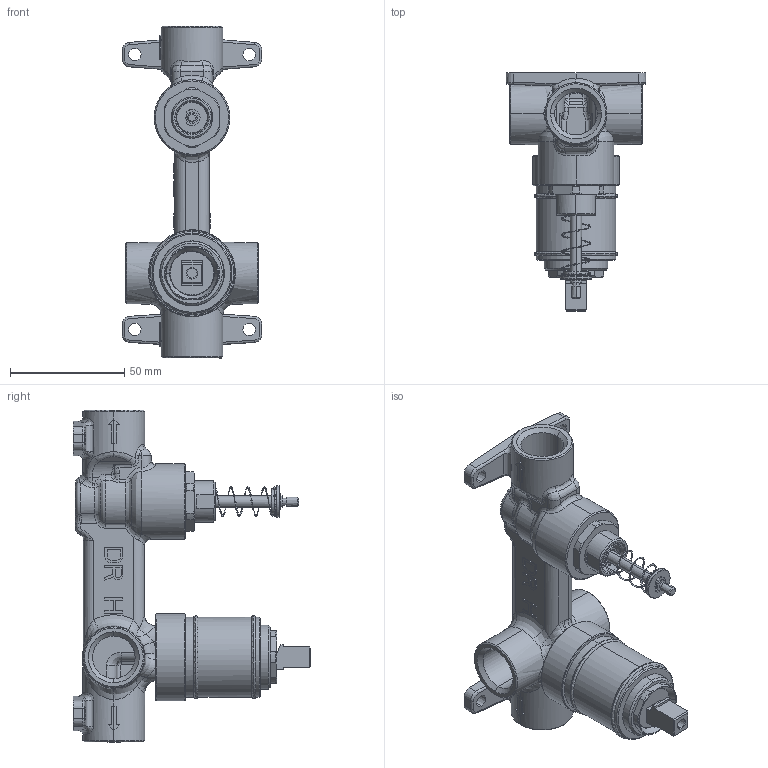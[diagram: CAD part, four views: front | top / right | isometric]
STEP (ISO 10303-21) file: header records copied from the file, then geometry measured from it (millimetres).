
FILE_DESCRIPTION(/* description */ (''),/* implementation_level */ '2;1');
FILE_NAME(/* name */ 'STEP - 16401201_2266749',/* time_stamp */ '2024-05-13T12:21:47+10:00',/* author */ (''),/* organization */ (''),/* preprocessor_version */ 'ST-DEVELOPER v16.5',/* originating_system */ 'Rhino 7.23',/* authorisation */ '');
FILE_SCHEMA (('AUTOMOTIVE_DESIGN'));
Length unit declared in the file: millimetre
Products named in the file (20): Document; 164012600-1_ASM; 201616470102-DR; 209031110102; 2060946401022; 2040117799015; 2050209001027; 209021519901_ASM14; 209021519901-13; 209021519901-24; 2070304306016; 2070310316011; 2070121001028; 2060804916019; 208000910601_AF4; 208000910601_AF5; 208000910601_AF6; 208000460601_AF010; 20800026060111; 207043820601
Assembly tree (19 placements, depth 4):
  Document
    164012600-1_ASM
      201616470102-DR
      209031110102
      2060946401022
      2040117799015
      2050209001027
      209021519901_ASM14
        209021519901-13
        209021519901-24
      2070304306016
      2070310316011
      2070121001028
      2060804916019
      208000910601_AF4
      208000910601_AF5
      208000910601_AF6
      208000460601_AF010
      20800026060111
      207043820601
Bounding box: 61 x 103.78 x 145 mm (x, y, z)
Volume: 108490.6 mm3; surface area: 71490.5 mm2
Topology: 18 solids, 18 shells, 1651 faces, 3914 edges, 2344 vertices
Faces by surface type: bspline 800, cylinder 451, plane 400
Entity records: 88932 total; most frequent: CARTESIAN_POINT 64309, ORIENTED_EDGE 7814, EDGE_CURVE 3907, VERTEX_POINT 2344, B_SPLINE_CURVE_WITH_KNOTS 2216, EDGE_LOOP 1757, ADVANCED_FACE 1651, FACE_OUTER_BOUND 1651
